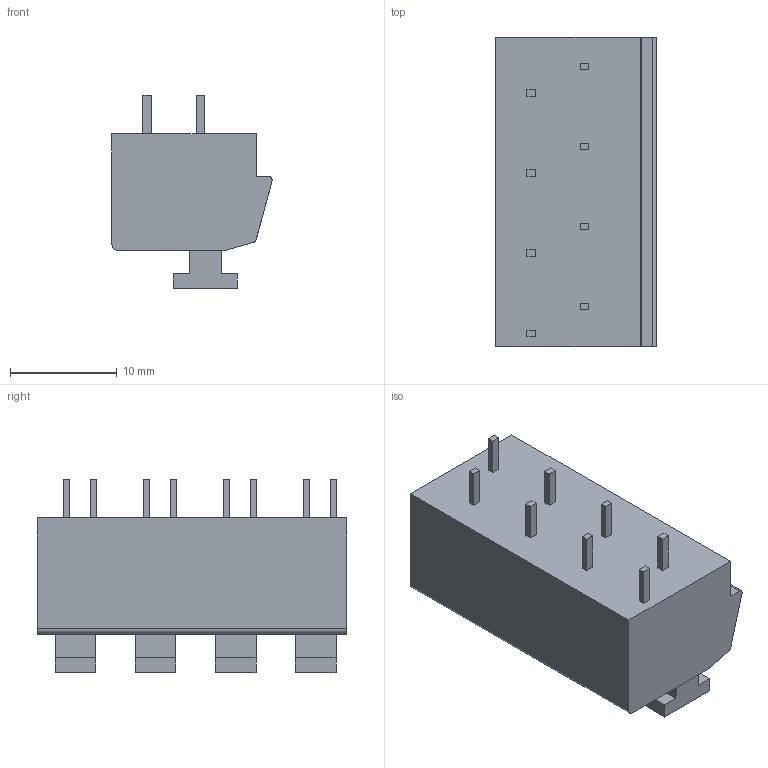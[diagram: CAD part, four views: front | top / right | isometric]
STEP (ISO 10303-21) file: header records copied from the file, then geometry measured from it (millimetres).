
FILE_DESCRIPTION((''),'2;1');
FILE_NAME('PRT0001','2024-09-29T09:49:54',('tluser'),(''),'CREO PARAMETRIC BY PTC INC, 2018100','CREO PARAMETRIC BY PTC INC, 2018100','');
FILE_SCHEMA(('CONFIG_CONTROL_DESIGN'));
Length unit declared in the file: millimetre
Products named in the file (1): PRT0001
Bounding box: 15 x 29 x 18.1 mm (x, y, z)
Volume: 4377.8 mm3; surface area: 2331.2 mm2
Topology: 1 solids, 1 shells, 166 faces, 428 edges, 280 vertices
Faces by surface type: plane 138, bspline 16, cylinder 12
Entity records: 5922 total; most frequent: CARTESIAN_POINT 2050, ORIENTED_EDGE 856, DIRECTION 648, EDGE_CURVE 428, VECTOR 332, LINE 332, VERTEX_POINT 280, EDGE_LOOP 182
